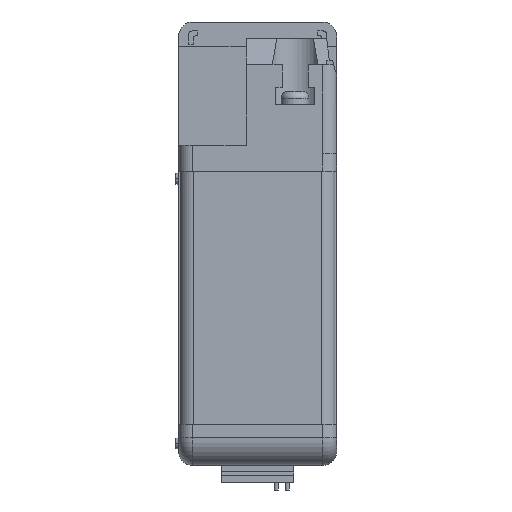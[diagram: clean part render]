
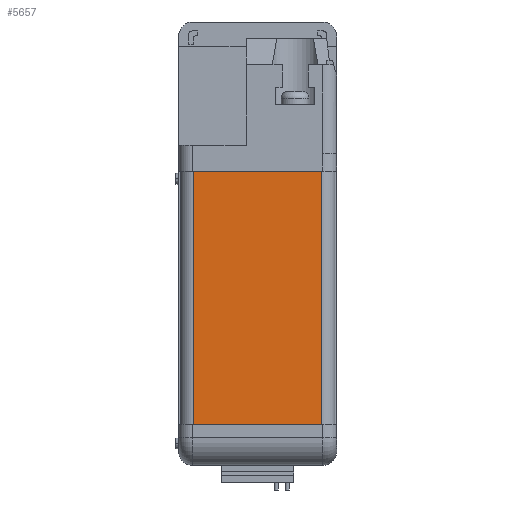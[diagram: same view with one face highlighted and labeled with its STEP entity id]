
A CAD part, front view. The second image highlights one B-rep face of the part: STEP entity #5657.
In plain terms, the highlighted planar face has unit normal (0, -1, 0).
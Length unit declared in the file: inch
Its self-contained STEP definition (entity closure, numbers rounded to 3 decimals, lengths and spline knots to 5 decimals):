
#779 = LINE ( 'NONE', #20378, #1792 ) ;
#1421 = EDGE_CURVE ( 'NONE', #2843, #37548, #779, .T. ) ;
#1792 = VECTOR ( 'NONE', #39664, 39.37008 ) ;
#2415 = CARTESIAN_POINT ( 'NONE',  ( -0.5775, -2.9375, 0.655 ) ) ;
#2843 = VERTEX_POINT ( 'NONE', #29589 ) ;
#5657 = ADVANCED_FACE ( 'NONE', ( #34584 ), #17900, .T. ) ;
#7337 = CARTESIAN_POINT ( 'NONE',  ( 0.5775, -2.9375, 0.655 ) ) ;
#9274 = CARTESIAN_POINT ( 'NONE',  ( 0.5775, -2.9375, 0.655 ) ) ;
#11090 = LINE ( 'NONE', #37434, #17557 ) ;
#13456 = ORIENTED_EDGE ( 'NONE', *, *, #38612, .T. ) ;
#13910 = AXIS2_PLACEMENT_3D ( 'NONE', #18046, #40561, #21276 ) ;
#15133 = DIRECTION ( 'NONE',  ( 0., 0., -1. ) ) ;
#17557 = VECTOR ( 'NONE', #18140, 39.37008 ) ;
#17900 = PLANE ( 'NONE',  #13910 ) ;
#18046 = CARTESIAN_POINT ( 'NONE',  ( 0.5775, -2.9375, 0.655 ) ) ;
#18140 = DIRECTION ( 'NONE',  ( -1., 0., 0. ) ) ;
#20207 = DIRECTION ( 'NONE',  ( 0., 0., -1. ) ) ;
#20378 = CARTESIAN_POINT ( 'NONE',  ( 0.5775, -2.9375, -1.63 ) ) ;
#21138 = EDGE_LOOP ( 'NONE', ( #26951, #41435, #40539, #13456 ) ) ;
#21276 = DIRECTION ( 'NONE',  ( 0., 0., -1. ) ) ;
#24973 = VECTOR ( 'NONE', #15133, 39.37008 ) ;
#26951 = ORIENTED_EDGE ( 'NONE', *, *, #1421, .F. ) ;
#29564 = CARTESIAN_POINT ( 'NONE',  ( -0.5775, -2.9375, 0.655 ) ) ;
#29589 = CARTESIAN_POINT ( 'NONE',  ( 0.5775, -2.9375, -1.63 ) ) ;
#30129 = EDGE_CURVE ( 'NONE', #40717, #2843, #39078, .T. ) ;
#30500 = VECTOR ( 'NONE', #20207, 39.37008 ) ;
#31527 = CARTESIAN_POINT ( 'NONE',  ( -0.5775, -2.9375, -1.63 ) ) ;
#33550 = LINE ( 'NONE', #2415, #24973 ) ;
#34584 = FACE_OUTER_BOUND ( 'NONE', #21138, .T. ) ;
#37434 = CARTESIAN_POINT ( 'NONE',  ( 0.5775, -2.9375, 0.655 ) ) ;
#37548 = VERTEX_POINT ( 'NONE', #31527 ) ;
#37661 = VERTEX_POINT ( 'NONE', #29564 ) ;
#37979 = EDGE_CURVE ( 'NONE', #40717, #37661, #11090, .T. ) ;
#38612 = EDGE_CURVE ( 'NONE', #37661, #37548, #33550, .T. ) ;
#39078 = LINE ( 'NONE', #7337, #30500 ) ;
#39664 = DIRECTION ( 'NONE',  ( -1., 0., 0. ) ) ;
#40539 = ORIENTED_EDGE ( 'NONE', *, *, #37979, .T. ) ;
#40561 = DIRECTION ( 'NONE',  ( 0., -1., 0. ) ) ;
#40717 = VERTEX_POINT ( 'NONE', #9274 ) ;
#41435 = ORIENTED_EDGE ( 'NONE', *, *, #30129, .F. ) ;
